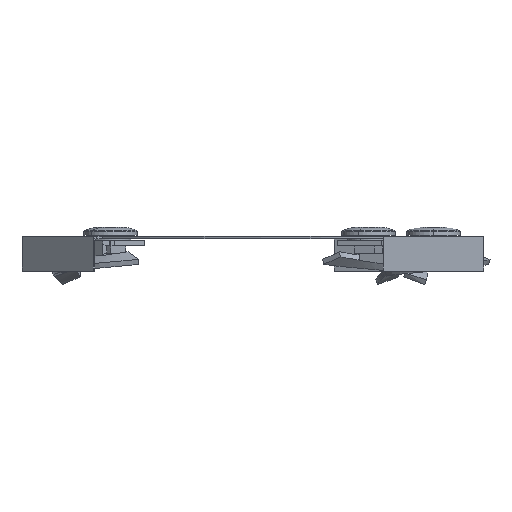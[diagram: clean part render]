
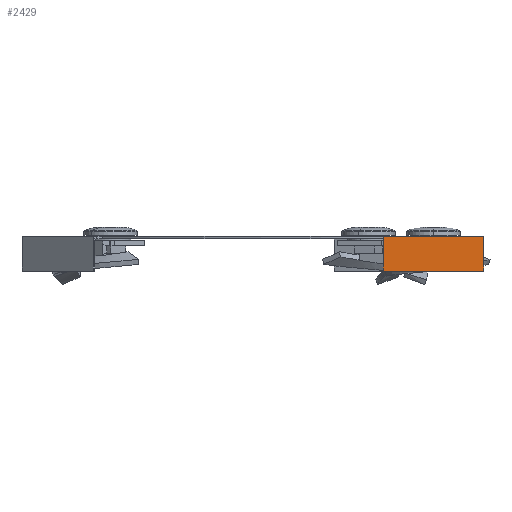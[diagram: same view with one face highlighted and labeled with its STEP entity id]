
A CAD part, left-side view. The second image highlights one B-rep face of the part: STEP entity #2429.
In plain terms, the highlighted planar face has unit normal (-1, 0, 0).
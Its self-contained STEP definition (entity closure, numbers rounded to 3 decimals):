
#109 = EDGE_CURVE ( 'NONE', #4632, #2693, #2454, .T. ) ;
#262 = CARTESIAN_POINT ( 'NONE',  ( -163.95, -33.021, -2. ) ) ;
#333 = EDGE_CURVE ( 'NONE', #3469, #2693, #1960, .T. ) ;
#379 = DIRECTION ( 'NONE',  ( 0., 1., 0. ) ) ;
#399 = DIRECTION ( 'NONE',  ( 0., -1., 0. ) ) ;
#421 = ORIENTED_EDGE ( 'NONE', *, *, #2888, .T. ) ;
#534 = CARTESIAN_POINT ( 'NONE',  ( -163.95, 4.479, 0. ) ) ;
#541 = LINE ( 'NONE', #5664, #5349 ) ;
#563 = CARTESIAN_POINT ( 'NONE',  ( -163.95, 4.479, -13. ) ) ;
#690 = VERTEX_POINT ( 'NONE', #563 ) ;
#851 = EDGE_CURVE ( 'NONE', #5463, #887, #2379, .T. ) ;
#887 = VERTEX_POINT ( 'NONE', #262 ) ;
#1208 = CARTESIAN_POINT ( 'NONE',  ( -163.95, 4.479, -13. ) ) ;
#1272 = CARTESIAN_POINT ( 'NONE',  ( -163.95, 4.479, 0. ) ) ;
#1373 = VECTOR ( 'NONE', #4145, 1000. ) ;
#1393 = EDGE_CURVE ( 'NONE', #690, #5463, #541, .T. ) ;
#1546 = ORIENTED_EDGE ( 'NONE', *, *, #851, .T. ) ;
#1588 = CARTESIAN_POINT ( 'NONE',  ( -163.95, 4.479, -2. ) ) ;
#1664 = CARTESIAN_POINT ( 'NONE',  ( -163.95, -33.021, -13. ) ) ;
#1929 = EDGE_LOOP ( 'NONE', ( #1546, #5281, #2389, #5400, #421, #3538 ) ) ;
#1960 = LINE ( 'NONE', #1208, #5361 ) ;
#2347 = LINE ( 'NONE', #3739, #1373 ) ;
#2379 = LINE ( 'NONE', #2442, #5354 ) ;
#2389 = ORIENTED_EDGE ( 'NONE', *, *, #109, .T. ) ;
#2429 = ADVANCED_FACE ( 'NONE', ( #5270 ), #3882, .F. ) ;
#2442 = CARTESIAN_POINT ( 'NONE',  ( -163.95, -33.021, -13. ) ) ;
#2454 = LINE ( 'NONE', #1272, #3352 ) ;
#2481 = DIRECTION ( 'NONE',  ( 0., 0., -1. ) ) ;
#2693 = VERTEX_POINT ( 'NONE', #534 ) ;
#2888 = EDGE_CURVE ( 'NONE', #3469, #690, #4924, .T. ) ;
#3346 = CARTESIAN_POINT ( 'NONE',  ( -163.95, -33.021, -13. ) ) ;
#3352 = VECTOR ( 'NONE', #379, 1000. ) ;
#3392 = CARTESIAN_POINT ( 'NONE',  ( -163.95, 4.479, -13. ) ) ;
#3469 = VERTEX_POINT ( 'NONE', #1588 ) ;
#3538 = ORIENTED_EDGE ( 'NONE', *, *, #1393, .T. ) ;
#3739 = CARTESIAN_POINT ( 'NONE',  ( -163.95, -33.021, -2. ) ) ;
#3882 = PLANE ( 'NONE',  #4194 ) ;
#3995 = EDGE_CURVE ( 'NONE', #887, #4632, #2347, .T. ) ;
#4145 = DIRECTION ( 'NONE',  ( 0., 0., 1. ) ) ;
#4194 = AXIS2_PLACEMENT_3D ( 'NONE', #1664, #5709, #5213 ) ;
#4321 = DIRECTION ( 'NONE',  ( 0., 0., 1. ) ) ;
#4632 = VERTEX_POINT ( 'NONE', #5461 ) ;
#4693 = DIRECTION ( 'NONE',  ( 0., 0., 1. ) ) ;
#4924 = LINE ( 'NONE', #3392, #5618 ) ;
#5213 = DIRECTION ( 'NONE',  ( 0., 0., -1. ) ) ;
#5270 = FACE_OUTER_BOUND ( 'NONE', #1929, .T. ) ;
#5281 = ORIENTED_EDGE ( 'NONE', *, *, #3995, .T. ) ;
#5349 = VECTOR ( 'NONE', #399, 1000. ) ;
#5354 = VECTOR ( 'NONE', #4693, 1000. ) ;
#5361 = VECTOR ( 'NONE', #4321, 1000. ) ;
#5400 = ORIENTED_EDGE ( 'NONE', *, *, #333, .F. ) ;
#5461 = CARTESIAN_POINT ( 'NONE',  ( -163.95, -33.021, 0. ) ) ;
#5463 = VERTEX_POINT ( 'NONE', #3346 ) ;
#5618 = VECTOR ( 'NONE', #2481, 1000. ) ;
#5664 = CARTESIAN_POINT ( 'NONE',  ( -163.95, -33.021, -13. ) ) ;
#5709 = DIRECTION ( 'NONE',  ( 1., 0., 0. ) ) ;
